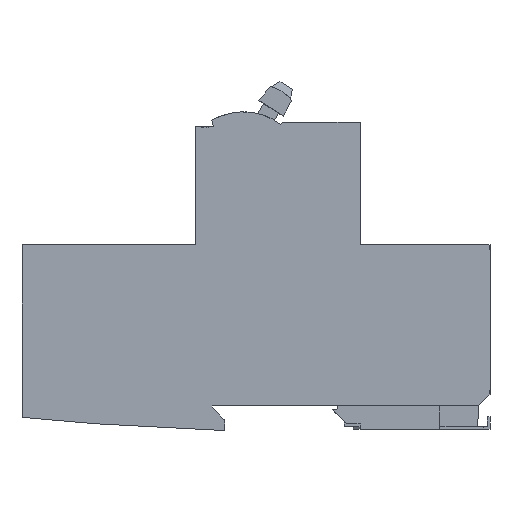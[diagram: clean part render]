
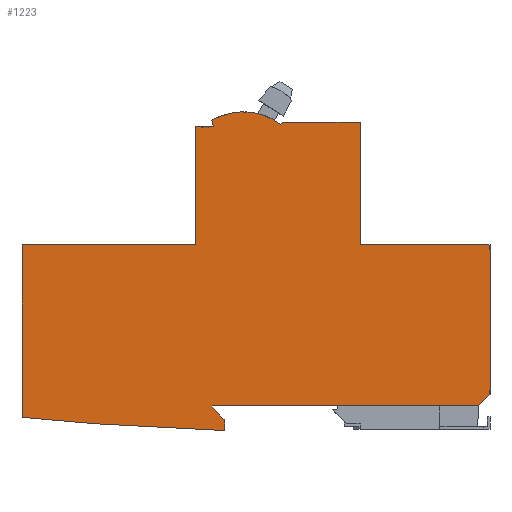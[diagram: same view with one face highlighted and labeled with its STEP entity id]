
A CAD part, left-side view. The second image highlights one B-rep face of the part: STEP entity #1223.
In plain terms, the highlighted planar face has unit normal (-1, 0, 0).
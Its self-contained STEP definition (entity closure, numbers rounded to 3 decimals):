
#1223=ADVANCED_FACE('',(#2846),#2847,.T.);
#2846=FACE_OUTER_BOUND('',#4832,.T.);
#2847=PLANE('',#4833);
#4832=EDGE_LOOP('',(#8762,#8763,#8764,#8765,#8766,#8767,#8768,#8769,#8770,#8771,#8772,#8773,#8774,#8775,#8776,#8777,#8778,#8779,#8780));
#4833=AXIS2_PLACEMENT_3D('',#8781,#8782,#8783);
#8762=ORIENTED_EDGE('',*,*,#12211,.T.);
#8763=ORIENTED_EDGE('',*,*,#12739,.F.);
#8764=ORIENTED_EDGE('',*,*,#12736,.F.);
#8765=ORIENTED_EDGE('',*,*,#12392,.T.);
#8766=ORIENTED_EDGE('',*,*,#12232,.T.);
#8767=ORIENTED_EDGE('',*,*,#12457,.T.);
#8768=ORIENTED_EDGE('',*,*,#12483,.T.);
#8769=ORIENTED_EDGE('',*,*,#12503,.T.);
#8770=ORIENTED_EDGE('',*,*,#12550,.T.);
#8771=ORIENTED_EDGE('',*,*,#12548,.T.);
#8772=ORIENTED_EDGE('',*,*,#12544,.T.);
#8773=ORIENTED_EDGE('',*,*,#12542,.T.);
#8774=ORIENTED_EDGE('',*,*,#12539,.T.);
#8775=ORIENTED_EDGE('',*,*,#12534,.F.);
#8776=ORIENTED_EDGE('',*,*,#12566,.T.);
#8777=ORIENTED_EDGE('',*,*,#12572,.F.);
#8778=ORIENTED_EDGE('',*,*,#12591,.T.);
#8779=ORIENTED_EDGE('',*,*,#12607,.T.);
#8780=ORIENTED_EDGE('',*,*,#12130,.F.);
#8781=CARTESIAN_POINT('',(0.,58.,6.8));
#8782=DIRECTION('',(-1.0,0.0,0.0));
#8783=DIRECTION('',(0.0,1.0,0.0));
#12130=EDGE_CURVE('',#14507,#14509,#14510,.T.);
#12211=EDGE_CURVE('',#14507,#14661,#14663,.T.);
#12232=EDGE_CURVE('',#14699,#14696,#14700,.T.);
#12392=EDGE_CURVE('',#14963,#14699,#14967,.T.);
#12457=EDGE_CURVE('',#14696,#15093,#15096,.T.);
#12483=EDGE_CURVE('',#15093,#15139,#15141,.T.);
#12503=EDGE_CURVE('',#15139,#15177,#15179,.T.);
#12534=EDGE_CURVE('',#15233,#15235,#15236,.T.);
#12539=EDGE_CURVE('',#15240,#15235,#15242,.T.);
#12542=EDGE_CURVE('',#15244,#15240,#15246,.T.);
#12544=EDGE_CURVE('',#15248,#15244,#15249,.T.);
#12548=EDGE_CURVE('',#15252,#15248,#15254,.T.);
#12550=EDGE_CURVE('',#15177,#15252,#15256,.T.);
#12566=EDGE_CURVE('',#15233,#15275,#15277,.T.);
#12572=EDGE_CURVE('',#15282,#15275,#15284,.T.);
#12591=EDGE_CURVE('',#15282,#15318,#15320,.T.);
#12607=EDGE_CURVE('',#15318,#14509,#15341,.T.);
#12736=EDGE_CURVE('',#14963,#15534,#15535,.T.);
#12739=EDGE_CURVE('',#15534,#14661,#15538,.T.);
#14507=VERTEX_POINT('',#17964);
#14509=VERTEX_POINT('',#17967);
#14510=LINE('',#17968,#17969);
#14661=VERTEX_POINT('',#18321);
#14663=LINE('',#18324,#18325);
#14696=VERTEX_POINT('',#18373);
#14699=VERTEX_POINT('',#18377);
#14700=LINE('',#18378,#18379);
#14963=VERTEX_POINT('',#18818);
#14967=LINE('',#18824,#18825);
#15093=VERTEX_POINT('',#19085);
#15096=LINE('',#19089,#19090);
#15139=VERTEX_POINT('',#19149);
#15141=LINE('',#19152,#19153);
#15177=VERTEX_POINT('',#19206);
#15179=LINE('',#19209,#19210);
#15233=VERTEX_POINT('',#19289);
#15235=VERTEX_POINT('',#19292);
#15236=LINE('',#19293,#19294);
#15240=VERTEX_POINT('',#19300);
#15242=LINE('',#19303,#19304);
#15244=VERTEX_POINT('',#19306);
#15246=LINE('',#19309,#19310);
#15248=VERTEX_POINT('',#19312);
#15249=CIRCLE('',#19313,1.0);
#15252=VERTEX_POINT('',#19317);
#15254=LINE('',#19320,#19321);
#15256=LINE('',#19323,#19324);
#15275=VERTEX_POINT('',#19352);
#15277=LINE('',#19355,#19356);
#15282=VERTEX_POINT('',#19364);
#15284=LINE('',#19367,#19368);
#15318=VERTEX_POINT('',#19418);
#15320=LINE('',#19421,#19422);
#15341=LINE('',#19453,#19454);
#15534=VERTEX_POINT('',#19719);
#15535=LINE('',#19720,#19721);
#15538=CIRCLE('',#19725,17.0);
#17964=CARTESIAN_POINT('',(0.,56.749,84.3));
#17967=CARTESIAN_POINT('',(0.,35.5,84.3));
#17968=CARTESIAN_POINT('',(0.,56.619,84.3));
#17969=VECTOR('',#23353,1.0);
#18321=CARTESIAN_POINT('',(0.,57.184,83.68));
#18324=CARTESIAN_POINT('',(0.,56.824,84.193));
#18325=VECTOR('',#23420,1.0);
#18373=CARTESIAN_POINT('',(0.,80.5,50.8));
#18377=CARTESIAN_POINT('',(0.,80.5,83.1));
#18378=CARTESIAN_POINT('',(0.,80.5,82.1));
#18379=VECTOR('',#23437,1.0);
#18818=CARTESIAN_POINT('',(0.,75.628,83.1));
#18824=CARTESIAN_POINT('',(0.,76.04,83.1));
#18825=VECTOR('',#23600,1.0);
#19085=CARTESIAN_POINT('',(0.,128.0,50.8));
#19089=CARTESIAN_POINT('',(0.,81.,50.8));
#19090=VECTOR('',#23657,1.0);
#19149=CARTESIAN_POINT('',(0.,128.0,3.6));
#19152=CARTESIAN_POINT('',(0.,128.0,48.8));
#19153=VECTOR('',#23696,1.0);
#19206=CARTESIAN_POINT('',(0.,108.292,1.876));
#19209=CARTESIAN_POINT('',(0.,118.476,2.767));
#19210=VECTOR('',#23715,1.0);
#19289=CARTESIAN_POINT('',(0.,3.057,6.8));
#19292=CARTESIAN_POINT('',(0.,76.,6.8));
#19293=CARTESIAN_POINT('',(0.,61.75,6.8));
#19294=VECTOR('',#23748,1.0);
#19300=CARTESIAN_POINT('',(0.,76.,6.3));
#19303=CARTESIAN_POINT('',(0.,76.,6.3));
#19304=VECTOR('',#23752,1.0);
#19306=CARTESIAN_POINT('',(0.,72.793,3.093));
#19309=CARTESIAN_POINT('',(0.,72.793,3.093));
#19310=VECTOR('',#23754,1.0);
#19312=CARTESIAN_POINT('',(0.,72.5,2.386));
#19313=AXIS2_PLACEMENT_3D('',#23755,#23756,#23757);
#19317=CARTESIAN_POINT('',(0.,72.5,0.));
#19320=CARTESIAN_POINT('',(0.,72.5,1.581));
#19321=VECTOR('',#23760,1.0);
#19323=CARTESIAN_POINT('',(0.,108.292,1.876));
#19324=VECTOR('',#23761,1.0);
#19352=CARTESIAN_POINT('',(0.,0.0,9.857));
#19355=CARTESIAN_POINT('',(0.,2.765,7.093));
#19356=VECTOR('',#23772,1.0);
#19364=CARTESIAN_POINT('',(0.,0.0,50.8));
#19367=CARTESIAN_POINT('',(0.,0.0,48.8));
#19368=VECTOR('',#23777,1.0);
#19418=CARTESIAN_POINT('',(0.,35.5,50.8));
#19421=CARTESIAN_POINT('',(0.,0.0,50.8));
#19422=VECTOR('',#23795,1.0);
#19453=CARTESIAN_POINT('',(0.,35.5,51.3));
#19454=VECTOR('',#23818,1.0);
#19719=CARTESIAN_POINT('',(0.,76.09,84.824));
#19720=CARTESIAN_POINT('',(0.,75.581,82.924));
#19721=VECTOR('',#23963,1.0);
#19725=AXIS2_PLACEMENT_3D('',#23965,#23966,#23967);
#23353=DIRECTION('',(0.0,-1.0,0.0));
#23420=DIRECTION('',(0.0,0.574,-0.819));
#23437=DIRECTION('',(0.0,0.0,-1.0));
#23600=DIRECTION('',(0.0,1.0,0.0));
#23657=DIRECTION('',(0.0,1.0,0.0));
#23696=DIRECTION('',(0.0,0.0,-1.0));
#23715=DIRECTION('',(0.0,-0.996,-0.087));
#23748=DIRECTION('',(0.0,1.0,0.0));
#23752=DIRECTION('',(0.0,0.0,1.0));
#23754=DIRECTION('',(0.0,0.707,0.707));
#23755=CARTESIAN_POINT('',(0.,73.5,2.386));
#23756=DIRECTION('',(-1.0,0.0,0.0));
#23757=DIRECTION('',(0.0,-1.0,0.0));
#23760=DIRECTION('',(0.0,0.0,1.0));
#23761=DIRECTION('',(0.0,-0.999,-0.052));
#23772=DIRECTION('',(0.0,-0.707,0.707));
#23777=DIRECTION('',(0.0,0.0,-1.0));
#23795=DIRECTION('',(0.0,1.0,0.0));
#23818=DIRECTION('',(0.0,0.0,1.0));
#23963=DIRECTION('',(0.0,0.259,0.966));
#23965=CARTESIAN_POINT('',(0.,67.49,70.16));
#23966=DIRECTION('',(1.0,0.0,0.0));
#23967=DIRECTION('',(0.0,1.0,0.0));
